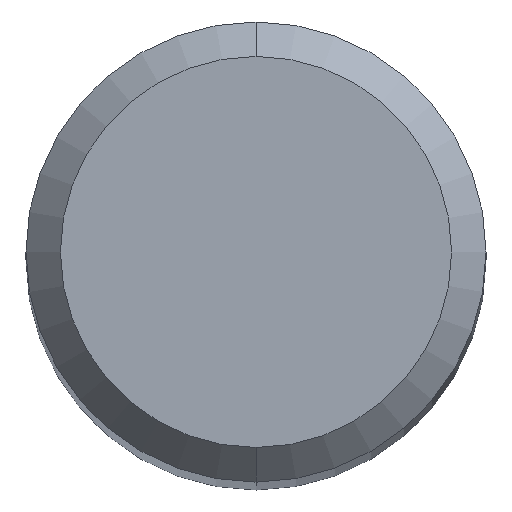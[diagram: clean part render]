
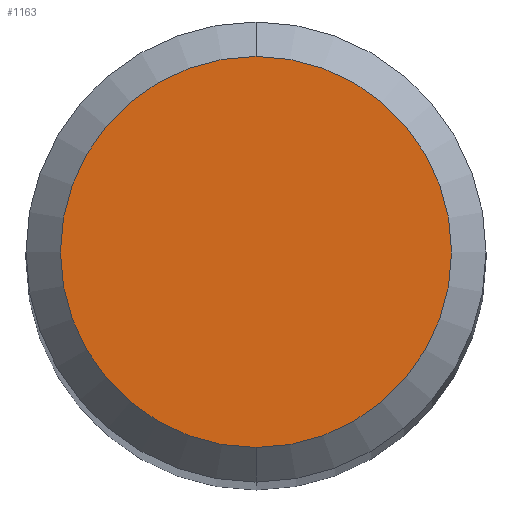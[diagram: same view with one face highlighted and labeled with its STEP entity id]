
A CAD part, top view. The second image highlights one B-rep face of the part: STEP entity #1163.
In plain terms, the highlighted planar face has unit normal (0, 0, 1).
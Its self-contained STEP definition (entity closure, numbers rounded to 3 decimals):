
#553=VERTEX_POINT('',#1389);
#711=EDGE_CURVE('',#717,#553,#1559,.T.);
#717=VERTEX_POINT('',#1565);
#1095=EDGE_CURVE('',#553,#717,#1981,.T.);
#1163=ADVANCED_FACE('',(#2055),#2056,.T.);
#1389=CARTESIAN_POINT('',(0.,-1.7,0.0));
#1559=CIRCLE('',#3309,1.7);
#1565=CARTESIAN_POINT('',(0.0,1.7,0.0));
#1981=CIRCLE('',#4773,1.7);
#2055=FACE_OUTER_BOUND('',#5148,.T.);
#2056=PLANE('',#5149);
#3309=AXIS2_PLACEMENT_3D('',#5834,#5835,#5836);
#4773=AXIS2_PLACEMENT_3D('',#6347,#6348,#6349);
#5148=EDGE_LOOP('',(#6435,#6436));
#5149=AXIS2_PLACEMENT_3D('',#6437,#6438,#6439);
#5834=CARTESIAN_POINT('',(0.0,0.0,0.0));
#5835=DIRECTION('',(0.0,0.0,-1.0));
#5836=DIRECTION('',(0.0,1.0,0.0));
#6347=CARTESIAN_POINT('',(0.0,0.0,0.0));
#6348=DIRECTION('',(0.0,0.0,-1.0));
#6349=DIRECTION('',(0.0,1.0,0.0));
#6435=ORIENTED_EDGE('',*,*,#711,.F.);
#6436=ORIENTED_EDGE('',*,*,#1095,.F.);
#6437=CARTESIAN_POINT('',(0.0,0.85,0.0));
#6438=DIRECTION('',(-0.0,0.0,1.0));
#6439=DIRECTION('',(0.0,-1.0,0.0));
